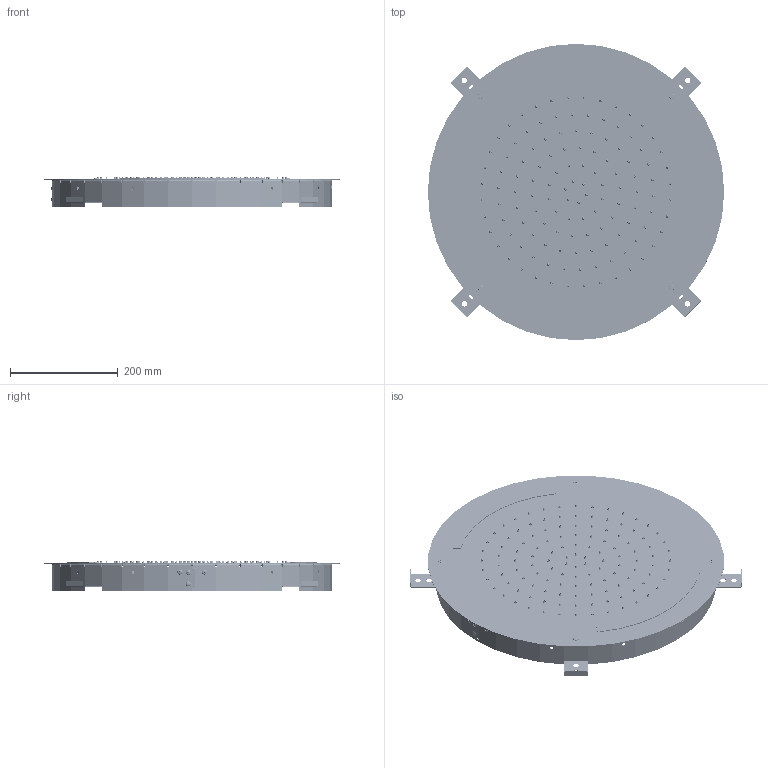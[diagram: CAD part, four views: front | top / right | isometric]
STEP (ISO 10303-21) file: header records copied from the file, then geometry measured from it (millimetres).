
FILE_DESCRIPTION(('STEP AP214'),'1');
FILE_NAME('Art.70421_6.stp','2021-09-16T13:16:22',(' '),(' '),'Spatial InterOp 3D',' ',' ');
FILE_SCHEMA(('AUTOMOTIVE_DESIGN { 1 0 10303 214 1 1 1 1 }'));
Length unit declared in the file: millimetre
Products named in the file (63): S.00317; ASSEM1; Art.70421; S.00340; S.00110; S.00207; T.RA141; 21431; 24319; P.00100; C_13426; 22901; 23020; 22900; 22899; S.00180; STRIPS1000RGB; Seg. Guaina; Seg. LED; S.00421; S.00185; 21911; S.00104; T.RA063; 21910; 23030
Assembly tree (245 placements, depth 4):
  Art.70421
    S.00317  x6
      ASSEM1
      S.00317
    S.00340  x12
      ASSEM1
      (unnamed)
      (unnamed)
      (unnamed)
      (unnamed)
      S.00340
    S.00110  x4
    S.00207  x4
      ASSEM1
      S.00207
    21431
      T.RA141
        ASSEM1
        (unnamed)
        T.RA141
      24319
        ASSEM1
        (unnamed)
        (unnamed)
        (unnamed)
        24319
      P.00100  x126
        ASSEM1
        (unnamed)
        (unnamed)
        P.00100
      C_13426
        ASSEM1
        C_13426
    22901  x2
    23020  x2
      S.00340
        ASSEM1
        (unnamed)
        (unnamed)
        (unnamed)
        (unnamed)
        S.00340
      S.00317
        ASSEM1
        S.00317
      22900
      22899
    S.00180  x8
    STRIPS1000RGB  x10
      Seg. Guaina
      Seg. LED
    S.00421  x2
      ASSEM1
      S.00421
    S.00185  x4
      ASSEM1
      (unnamed)
      (unnamed)
      (unnamed)
Bounding box: 550 x 550 x 55.3 mm (x, y, z)
Volume: 958076.5 mm3; surface area: 1542720.7 mm2
Topology: 218 solids, 218 shells, 6848 faces, 16776 edges, 10743 vertices
Faces by surface type: plane 2745, cylinder 2118, torus 1445, bspline 242, cone 202, sphere 96
Full cylindrical faces by diameter (mm): 0.4 x16, 1.5 x126, 1.7 x126, 2.6 x10, 3 x30, 3.1 x126, 3.3 x138, 4 x16, 4.2 x8, 4.4 x4, 4.6 x16, 4.8 x10, 5 x268, 5.2 x14, 6 x16, 6.2 x28, 6.6 x8, 6.9 x8, 7 x4, 8.2 x8, 10 x130, 10.5 x8, 12 x4, 14 x1, 16.4 x1, 17.05 x2, 18.631 x2, 28 x1, 28.2 x1, 30 x1
Entity records: 104275 total; most frequent: CARTESIAN_POINT 17355, DIRECTION 12720, ORIENTED_EDGE 11994, EDGE_CURVE 5997, AXIS2_PLACEMENT_3D 4379, VERTEX_POINT 4090, LINE 3962, VECTOR 3962
